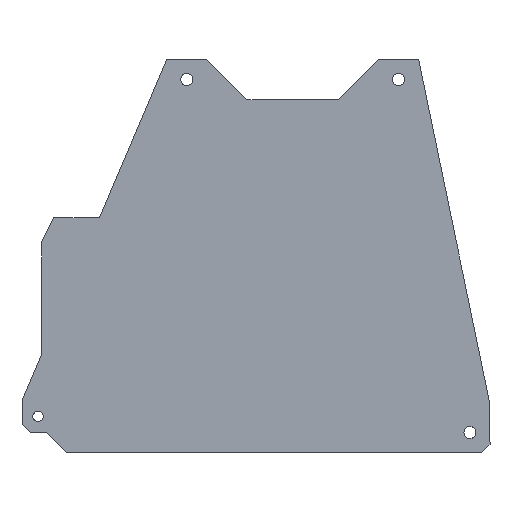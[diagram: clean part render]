
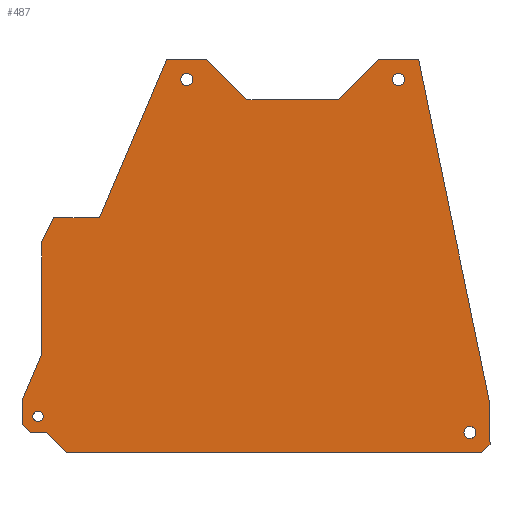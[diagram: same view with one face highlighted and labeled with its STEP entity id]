
A CAD part, front view. The second image highlights one B-rep face of the part: STEP entity #487.
In plain terms, the highlighted planar face has unit normal (0, -1, 0).
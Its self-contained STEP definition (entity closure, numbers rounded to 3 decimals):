
#19=FACE_BOUND('',#79,.T.);
#20=FACE_BOUND('',#80,.T.);
#21=FACE_BOUND('',#81,.T.);
#22=FACE_BOUND('',#82,.T.);
#26=PLANE('',#532);
#49=FACE_OUTER_BOUND('',#78,.T.);
#78=EDGE_LOOP('',(#380,#381,#382,#383,#384,#385,#386,#387,#388,#389,#390,
#391,#392,#393,#394,#395,#396,#397));
#79=EDGE_LOOP('',(#398));
#80=EDGE_LOOP('',(#399));
#81=EDGE_LOOP('',(#400));
#82=EDGE_LOOP('',(#401));
#123=LINE('',#742,#182);
#125=LINE('',#746,#184);
#127=LINE('',#750,#186);
#128=LINE('',#752,#187);
#129=LINE('',#754,#188);
#130=LINE('',#756,#189);
#131=LINE('',#758,#190);
#132=LINE('',#760,#191);
#133=LINE('',#762,#192);
#134=LINE('',#764,#193);
#135=LINE('',#766,#194);
#136=LINE('',#768,#195);
#137=LINE('',#770,#196);
#138=LINE('',#772,#197);
#139=LINE('',#774,#198);
#140=LINE('',#776,#199);
#141=LINE('',#778,#200);
#142=LINE('',#779,#201);
#182=VECTOR('',#598,10.);
#184=VECTOR('',#602,10.);
#186=VECTOR('',#606,10.);
#187=VECTOR('',#607,10.);
#188=VECTOR('',#608,10.);
#189=VECTOR('',#609,10.);
#190=VECTOR('',#610,10.);
#191=VECTOR('',#611,10.);
#192=VECTOR('',#612,10.);
#193=VECTOR('',#613,10.);
#194=VECTOR('',#614,10.);
#195=VECTOR('',#615,10.);
#196=VECTOR('',#616,10.);
#197=VECTOR('',#617,10.);
#198=VECTOR('',#618,10.);
#199=VECTOR('',#619,10.);
#200=VECTOR('',#620,10.);
#201=VECTOR('',#621,10.);
#222=CIRCLE('',#525,1.3);
#226=CIRCLE('',#533,1.5);
#227=CIRCLE('',#534,1.5);
#228=CIRCLE('',#535,1.5);
#231=VERTEX_POINT('',#692);
#253=VERTEX_POINT('',#739);
#254=VERTEX_POINT('',#741);
#255=VERTEX_POINT('',#745);
#256=VERTEX_POINT('',#749);
#257=VERTEX_POINT('',#751);
#258=VERTEX_POINT('',#753);
#259=VERTEX_POINT('',#755);
#260=VERTEX_POINT('',#757);
#261=VERTEX_POINT('',#759);
#262=VERTEX_POINT('',#761);
#263=VERTEX_POINT('',#763);
#264=VERTEX_POINT('',#765);
#265=VERTEX_POINT('',#767);
#266=VERTEX_POINT('',#769);
#267=VERTEX_POINT('',#771);
#268=VERTEX_POINT('',#773);
#269=VERTEX_POINT('',#775);
#270=VERTEX_POINT('',#777);
#271=VERTEX_POINT('',#780);
#272=VERTEX_POINT('',#782);
#273=VERTEX_POINT('',#784);
#278=EDGE_CURVE('',#231,#231,#222,.T.);
#301=EDGE_CURVE('',#253,#254,#123,.T.);
#303=EDGE_CURVE('',#255,#254,#125,.T.);
#305=EDGE_CURVE('',#253,#256,#127,.T.);
#306=EDGE_CURVE('',#256,#257,#128,.T.);
#307=EDGE_CURVE('',#258,#257,#129,.T.);
#308=EDGE_CURVE('',#258,#259,#130,.T.);
#309=EDGE_CURVE('',#259,#260,#131,.T.);
#310=EDGE_CURVE('',#260,#261,#132,.T.);
#311=EDGE_CURVE('',#262,#261,#133,.T.);
#312=EDGE_CURVE('',#262,#263,#134,.T.);
#313=EDGE_CURVE('',#263,#264,#135,.T.);
#314=EDGE_CURVE('',#265,#264,#136,.T.);
#315=EDGE_CURVE('',#265,#266,#137,.T.);
#316=EDGE_CURVE('',#266,#267,#138,.T.);
#317=EDGE_CURVE('',#267,#268,#139,.T.);
#318=EDGE_CURVE('',#268,#269,#140,.T.);
#319=EDGE_CURVE('',#269,#270,#141,.T.);
#320=EDGE_CURVE('',#270,#255,#142,.T.);
#321=EDGE_CURVE('',#271,#271,#226,.T.);
#322=EDGE_CURVE('',#272,#272,#227,.T.);
#323=EDGE_CURVE('',#273,#273,#228,.T.);
#380=ORIENTED_EDGE('',*,*,#301,.F.);
#381=ORIENTED_EDGE('',*,*,#305,.T.);
#382=ORIENTED_EDGE('',*,*,#306,.T.);
#383=ORIENTED_EDGE('',*,*,#307,.F.);
#384=ORIENTED_EDGE('',*,*,#308,.T.);
#385=ORIENTED_EDGE('',*,*,#309,.T.);
#386=ORIENTED_EDGE('',*,*,#310,.T.);
#387=ORIENTED_EDGE('',*,*,#311,.F.);
#388=ORIENTED_EDGE('',*,*,#312,.T.);
#389=ORIENTED_EDGE('',*,*,#313,.T.);
#390=ORIENTED_EDGE('',*,*,#314,.F.);
#391=ORIENTED_EDGE('',*,*,#315,.T.);
#392=ORIENTED_EDGE('',*,*,#316,.T.);
#393=ORIENTED_EDGE('',*,*,#317,.T.);
#394=ORIENTED_EDGE('',*,*,#318,.T.);
#395=ORIENTED_EDGE('',*,*,#319,.T.);
#396=ORIENTED_EDGE('',*,*,#320,.T.);
#397=ORIENTED_EDGE('',*,*,#303,.T.);
#398=ORIENTED_EDGE('',*,*,#278,.T.);
#399=ORIENTED_EDGE('',*,*,#321,.T.);
#400=ORIENTED_EDGE('',*,*,#322,.T.);
#401=ORIENTED_EDGE('',*,*,#323,.T.);
#487=ADVANCED_FACE('',(#49,#19,#20,#21,#22),#26,.F.);
#525=AXIS2_PLACEMENT_3D('',#694,#567,#568);
#532=AXIS2_PLACEMENT_3D('',#748,#604,#605);
#533=AXIS2_PLACEMENT_3D('',#781,#622,#623);
#534=AXIS2_PLACEMENT_3D('',#783,#624,#625);
#535=AXIS2_PLACEMENT_3D('',#785,#626,#627);
#567=DIRECTION('center_axis',(0.,1.,0.));
#568=DIRECTION('ref_axis',(-1.,0.,0.));
#598=DIRECTION('',(-0.707,0.,-0.707));
#602=DIRECTION('',(1.,0.,0.));
#604=DIRECTION('center_axis',(0.,1.,0.));
#605=DIRECTION('ref_axis',(-1.,0.,0.));
#606=DIRECTION('',(0.,0.,1.));
#607=DIRECTION('',(-0.203,0.,0.979));
#608=DIRECTION('',(1.,0.,0.));
#609=DIRECTION('',(-0.707,0.,-0.707));
#610=DIRECTION('',(-1.,0.,0.));
#611=DIRECTION('',(-0.707,0.,0.707));
#612=DIRECTION('',(1.,0.,0.));
#613=DIRECTION('',(-0.391,0.,-0.92));
#614=DIRECTION('',(-1.,0.,0.));
#615=DIRECTION('',(0.447,0.,0.894));
#616=DIRECTION('',(0.,0.,-1.));
#617=DIRECTION('',(-0.391,0.,-0.92));
#618=DIRECTION('',(0.,0.,-1.));
#619=DIRECTION('',(0.707,0.,-0.707));
#620=DIRECTION('',(1.,0.,0.));
#621=DIRECTION('',(0.707,0.,-0.707));
#622=DIRECTION('center_axis',(0.,1.,0.));
#623=DIRECTION('ref_axis',(-1.,0.,0.));
#624=DIRECTION('center_axis',(0.,1.,0.));
#625=DIRECTION('ref_axis',(-1.,0.,0.));
#626=DIRECTION('center_axis',(0.,1.,0.));
#627=DIRECTION('ref_axis',(-1.,0.,0.));
#692=CARTESIAN_POINT('',(-61.26,262.946,88.717));
#694=CARTESIAN_POINT('Origin',(-62.56,262.946,88.717));
#739=CARTESIAN_POINT('',(50.14,262.946,81.717));
#741=CARTESIAN_POINT('',(48.14,262.946,79.717));
#742=CARTESIAN_POINT('',(46.802,262.946,78.38));
#745=CARTESIAN_POINT('',(-55.56,262.946,79.717));
#746=CARTESIAN_POINT('',(-55.56,262.946,79.717));
#748=CARTESIAN_POINT('Origin',(-8.21,262.946,128.717));
#749=CARTESIAN_POINT('',(50.14,262.946,91.717));
#750=CARTESIAN_POINT('',(50.14,262.946,79.717));
#751=CARTESIAN_POINT('',(32.34,262.946,177.717));
#752=CARTESIAN_POINT('',(50.14,262.946,91.717));
#753=CARTESIAN_POINT('',(22.34,262.946,177.717));
#754=CARTESIAN_POINT('',(-30.46,262.946,177.717));
#755=CARTESIAN_POINT('',(12.34,262.946,167.717));
#756=CARTESIAN_POINT('',(-2.548,262.946,152.83));
#757=CARTESIAN_POINT('',(-10.46,262.946,167.717));
#758=CARTESIAN_POINT('',(-9.335,262.946,167.717));
#759=CARTESIAN_POINT('',(-20.46,262.946,177.717));
#760=CARTESIAN_POINT('',(-5.148,262.946,162.405));
#761=CARTESIAN_POINT('',(-30.46,262.946,177.717));
#762=CARTESIAN_POINT('',(-30.46,262.946,177.717));
#763=CARTESIAN_POINT('',(-47.236,262.946,138.217));
#764=CARTESIAN_POINT('',(-30.46,262.946,177.717));
#765=CARTESIAN_POINT('',(-58.676,262.946,138.217));
#766=CARTESIAN_POINT('',(-61.676,262.946,138.217));
#767=CARTESIAN_POINT('',(-61.676,262.946,132.217));
#768=CARTESIAN_POINT('',(-56.279,262.946,143.01));
#769=CARTESIAN_POINT('',(-61.676,262.946,104.217));
#770=CARTESIAN_POINT('',(-61.676,262.946,104.217));
#771=CARTESIAN_POINT('',(-66.56,262.946,92.717));
#772=CARTESIAN_POINT('',(-30.46,262.946,177.717));
#773=CARTESIAN_POINT('',(-66.56,262.946,86.717));
#774=CARTESIAN_POINT('',(-66.56,262.946,90.717));
#775=CARTESIAN_POINT('',(-64.56,262.946,84.717));
#776=CARTESIAN_POINT('',(-66.56,262.946,86.717));
#777=CARTESIAN_POINT('',(-60.56,262.946,84.717));
#778=CARTESIAN_POINT('',(-60.56,262.946,84.717));
#779=CARTESIAN_POINT('',(-58.56,262.946,82.717));
#780=CARTESIAN_POINT('',(46.64,262.946,84.717));
#781=CARTESIAN_POINT('Origin',(45.14,262.946,84.717));
#782=CARTESIAN_POINT('',(28.84,262.946,172.717));
#783=CARTESIAN_POINT('Origin',(27.34,262.946,172.717));
#784=CARTESIAN_POINT('',(-23.96,262.946,172.717));
#785=CARTESIAN_POINT('Origin',(-25.46,262.946,172.717));
